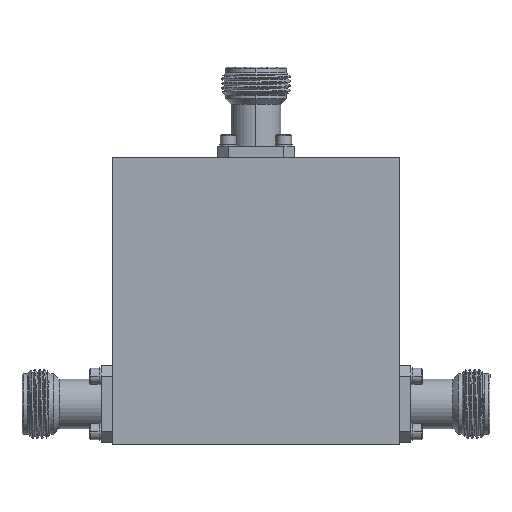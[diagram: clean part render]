
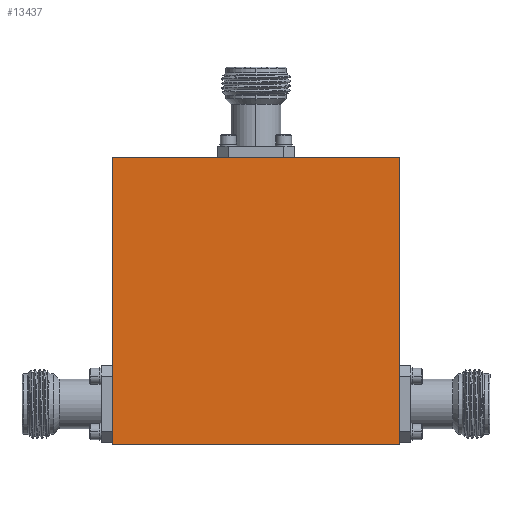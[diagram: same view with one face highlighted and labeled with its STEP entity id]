
A CAD part, front view. The second image highlights one B-rep face of the part: STEP entity #13437.
In plain terms, the highlighted planar face has unit normal (0, -1, 0).
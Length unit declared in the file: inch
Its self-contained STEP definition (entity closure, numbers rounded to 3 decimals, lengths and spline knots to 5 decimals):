
#129 = EDGE_CURVE ( 'NONE', #40778, #16130, #25023, .T. ) ;
#3501 = CARTESIAN_POINT ( 'NONE',  ( -1.3, -0.375, 1.3 ) ) ;
#7869 = DIRECTION ( 'NONE',  ( 0., 0., -1. ) ) ;
#10564 = DIRECTION ( 'NONE',  ( 1., 0., 0. ) ) ;
#12726 = FACE_OUTER_BOUND ( 'NONE', #24781, .T. ) ;
#13368 = CARTESIAN_POINT ( 'NONE',  ( -1.3, -0.375, 1.3 ) ) ;
#13437 = ADVANCED_FACE ( 'NONE', ( #12726 ), #46223, .T. ) ;
#15074 = ORIENTED_EDGE ( 'NONE', *, *, #44296, .F. ) ;
#15455 = CARTESIAN_POINT ( 'NONE',  ( 1.3, -0.375, 1.3 ) ) ;
#16130 = VERTEX_POINT ( 'NONE', #34639 ) ;
#19113 = DIRECTION ( 'NONE',  ( 0., -1., 0. ) ) ;
#19502 = ORIENTED_EDGE ( 'NONE', *, *, #41999, .F. ) ;
#22910 = ORIENTED_EDGE ( 'NONE', *, *, #129, .F. ) ;
#23550 = VERTEX_POINT ( 'NONE', #3501 ) ;
#24781 = EDGE_LOOP ( 'NONE', ( #19502, #15074, #29496, #22910 ) ) ;
#25023 = LINE ( 'NONE', #49705, #31095 ) ;
#26968 = EDGE_CURVE ( 'NONE', #16130, #23550, #33955, .T. ) ;
#27264 = CARTESIAN_POINT ( 'NONE',  ( 0., -0.375, 0. ) ) ;
#27514 = VERTEX_POINT ( 'NONE', #15455 ) ;
#29496 = ORIENTED_EDGE ( 'NONE', *, *, #26968, .F. ) ;
#30954 = VECTOR ( 'NONE', #33230, 39.37008 ) ;
#31095 = VECTOR ( 'NONE', #45916, 39.37008 ) ;
#33057 = LINE ( 'NONE', #37896, #46366 ) ;
#33230 = DIRECTION ( 'NONE',  ( 0., 0., 1. ) ) ;
#33955 = LINE ( 'NONE', #13368, #30954 ) ;
#34337 = VECTOR ( 'NONE', #39392, 39.37008 ) ;
#34639 = CARTESIAN_POINT ( 'NONE',  ( -1.3, -0.375, -1.3 ) ) ;
#37896 = CARTESIAN_POINT ( 'NONE',  ( -1.3, -0.375, 1.3 ) ) ;
#39392 = DIRECTION ( 'NONE',  ( 0., 0., -1. ) ) ;
#40778 = VERTEX_POINT ( 'NONE', #46364 ) ;
#41999 = EDGE_CURVE ( 'NONE', #27514, #40778, #45208, .T. ) ;
#44296 = EDGE_CURVE ( 'NONE', #23550, #27514, #33057, .T. ) ;
#45208 = LINE ( 'NONE', #47688, #34337 ) ;
#45916 = DIRECTION ( 'NONE',  ( -1., 0., 0. ) ) ;
#46223 = PLANE ( 'NONE',  #47741 ) ;
#46364 = CARTESIAN_POINT ( 'NONE',  ( 1.3, -0.375, -1.3 ) ) ;
#46366 = VECTOR ( 'NONE', #10564, 39.37008 ) ;
#47688 = CARTESIAN_POINT ( 'NONE',  ( 1.3, -0.375, 1.3 ) ) ;
#47741 = AXIS2_PLACEMENT_3D ( 'NONE', #27264, #19113, #7869 ) ;
#49705 = CARTESIAN_POINT ( 'NONE',  ( -1.3, -0.375, -1.3 ) ) ;
